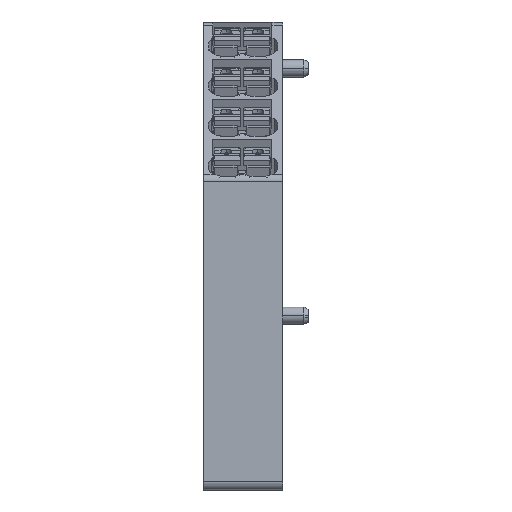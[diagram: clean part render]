
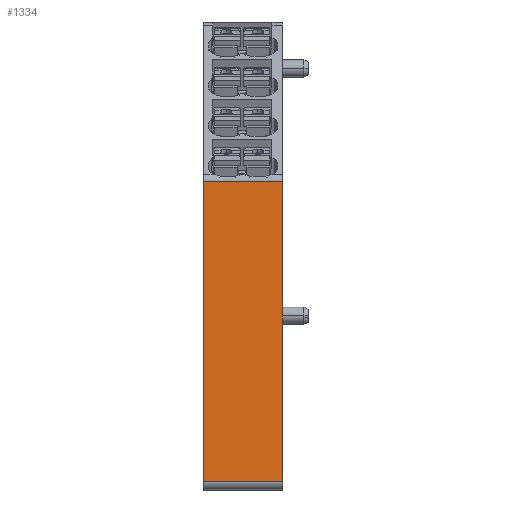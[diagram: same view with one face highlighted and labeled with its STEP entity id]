
A CAD part, front view. The second image highlights one B-rep face of the part: STEP entity #1334.
In plain terms, the highlighted planar face has unit normal (0, -1, 0).
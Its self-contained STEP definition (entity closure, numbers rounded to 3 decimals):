
#1298=AXIS2_PLACEMENT_3D('Plane Axis2P3D',#1295,#1296,#1297) ;
#1295=CARTESIAN_POINT('Axis2P3D Location',(0.,0.,18.1)) ;
#1300=CARTESIAN_POINT('Line Origine',(4.6,0.,35.897)) ;
#1304=CARTESIAN_POINT('Vertex',(0.,0.,35.897)) ;
#1306=CARTESIAN_POINT('Vertex',(9.2,0.,35.897)) ;
#1309=CARTESIAN_POINT('Line Origine',(0.,0.,18.449)) ;
#1313=CARTESIAN_POINT('Vertex',(0.,0.,1.)) ;
#1316=CARTESIAN_POINT('Line Origine',(4.6,0.,1.)) ;
#1320=CARTESIAN_POINT('Vertex',(9.2,0.,1.)) ;
#1323=CARTESIAN_POINT('Line Origine',(9.2,0.,18.449)) ;
#1296=DIRECTION('Axis2P3D Direction',(0.,1.,0.)) ;
#1297=DIRECTION('Axis2P3D XDirection',(0.,0.,1.)) ;
#1301=DIRECTION('Vector Direction',(1.,0.,0.)) ;
#1310=DIRECTION('Vector Direction',(0.,0.,1.)) ;
#1317=DIRECTION('Vector Direction',(1.,0.,0.)) ;
#1324=DIRECTION('Vector Direction',(0.,0.,1.)) ;
#1302=VECTOR('Line Direction',#1301,1.) ;
#1311=VECTOR('Line Direction',#1310,1.) ;
#1318=VECTOR('Line Direction',#1317,1.) ;
#1325=VECTOR('Line Direction',#1324,1.) ;
#1329=ORIENTED_EDGE('',*,*,#1308,.F.) ;
#1330=ORIENTED_EDGE('',*,*,#1315,.F.) ;
#1331=ORIENTED_EDGE('',*,*,#1322,.T.) ;
#1332=ORIENTED_EDGE('',*,*,#1327,.T.) ;
#1334=ADVANCED_FACE('KLTR_PRV4-35X15.1\\KLTR_PRV4-35X15',(#1333),#1299,.F.) ;
#1308=EDGE_CURVE('',#1305,#1307,#1303,.T.) ;
#1315=EDGE_CURVE('',#1314,#1305,#1312,.T.) ;
#1322=EDGE_CURVE('',#1314,#1321,#1319,.T.) ;
#1327=EDGE_CURVE('',#1321,#1307,#1326,.T.) ;
#1328=EDGE_LOOP('',(#1329,#1330,#1331,#1332)) ;
#1333=FACE_OUTER_BOUND('',#1328,.T.) ;
#1303=LINE('Line',#1300,#1302) ;
#1312=LINE('Line',#1309,#1311) ;
#1319=LINE('Line',#1316,#1318) ;
#1326=LINE('Line',#1323,#1325) ;
#1299=PLANE('',#1298) ;
#1305=VERTEX_POINT('',#1304) ;
#1307=VERTEX_POINT('',#1306) ;
#1314=VERTEX_POINT('',#1313) ;
#1321=VERTEX_POINT('',#1320) ;
